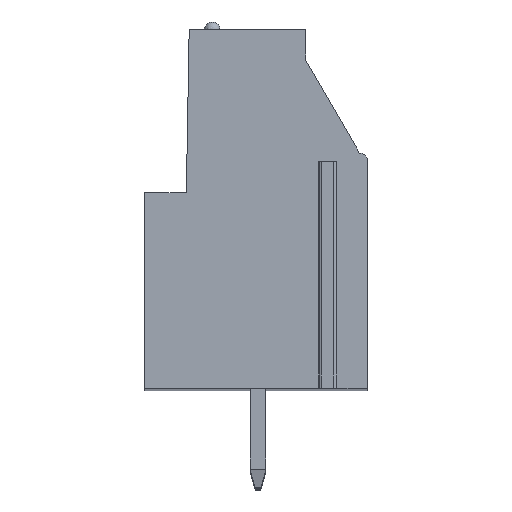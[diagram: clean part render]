
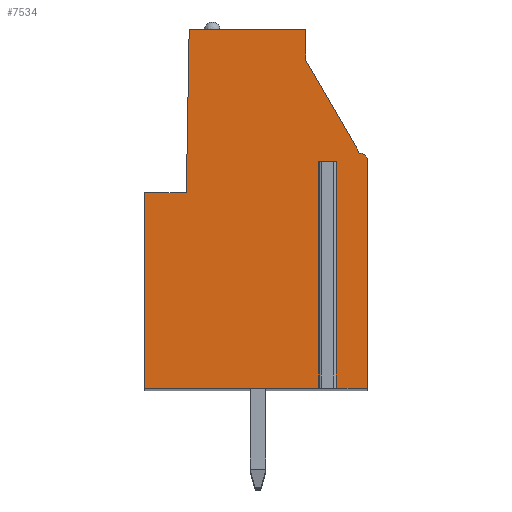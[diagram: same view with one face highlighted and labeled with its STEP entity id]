
A CAD part, top view. The second image highlights one B-rep face of the part: STEP entity #7534.
In plain terms, the highlighted planar face has unit normal (0, 0, 1).
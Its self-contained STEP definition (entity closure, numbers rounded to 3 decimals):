
#890=DIRECTION('',(1.,0.,0.));
#891=VECTOR('',#890,0.5);
#892=CARTESIAN_POINT('',(3.347,2.4,2.54));
#893=LINE('',#892,#891);
#894=DIRECTION('',(0.,1.,0.));
#895=VECTOR('',#894,11.4);
#896=CARTESIAN_POINT('',(3.347,-9.,2.54));
#897=LINE('',#896,#895);
#898=DIRECTION('',(1.,0.,0.));
#899=VECTOR('',#898,8.95);
#900=CARTESIAN_POINT('',(-5.603,-9.,2.54));
#901=LINE('',#900,#899);
#902=DIRECTION('',(0.,-1.,0.));
#903=VECTOR('',#902,9.8);
#904=CARTESIAN_POINT('',(-5.603,0.8,2.54));
#905=LINE('',#904,#903);
#906=DIRECTION('',(-1.,0.,0.));
#907=VECTOR('',#906,2.1);
#908=CARTESIAN_POINT('',(-3.503,0.8,2.54));
#909=LINE('',#908,#907);
#910=DIRECTION('',(-0.017,-1.,0.));
#911=VECTOR('',#910,8.201);
#912=CARTESIAN_POINT('',(-3.36,9.,2.54));
#913=LINE('',#912,#911);
#914=DIRECTION('',(-1.,0.,0.));
#915=VECTOR('',#914,5.86);
#916=CARTESIAN_POINT('',(2.5,9.,2.54));
#917=LINE('',#916,#915);
#918=DIRECTION('',(0.,1.,0.));
#919=VECTOR('',#918,1.523);
#920=CARTESIAN_POINT('',(2.5,7.477,2.54));
#921=LINE('',#920,#919);
#922=DIRECTION('',(-0.5,0.866,0.));
#923=VECTOR('',#922,5.394);
#924=CARTESIAN_POINT('',(5.197,2.805,2.54));
#925=LINE('',#924,#923);
#926=CARTESIAN_POINT('',(5.197,2.405,2.54));
#927=DIRECTION('',(0.,0.,1.));
#928=DIRECTION('',(1.,0.,0.));
#929=AXIS2_PLACEMENT_3D('',#926,#927,#928);
#931=DIRECTION('',(0.,1.,0.));
#932=VECTOR('',#931,11.405);
#933=CARTESIAN_POINT('',(5.597,-9.,2.54));
#934=LINE('',#933,#932);
#935=DIRECTION('',(1.,0.,0.));
#936=VECTOR('',#935,1.75);
#937=CARTESIAN_POINT('',(3.847,-9.,2.54));
#938=LINE('',#937,#936);
#939=DIRECTION('',(0.,1.,0.));
#940=VECTOR('',#939,11.4);
#941=CARTESIAN_POINT('',(3.847,-9.,2.54));
#942=LINE('',#941,#940);
#5395=CARTESIAN_POINT('',(5.597,-9.,2.54));
#5396=CARTESIAN_POINT('',(5.597,2.405,2.54));
#5397=VERTEX_POINT('',#5395);
#5398=VERTEX_POINT('',#5396);
#5399=CARTESIAN_POINT('',(5.197,2.805,2.54));
#5400=VERTEX_POINT('',#5399);
#5401=CARTESIAN_POINT('',(2.5,7.477,2.54));
#5402=VERTEX_POINT('',#5401);
#5403=CARTESIAN_POINT('',(2.5,9.,2.54));
#5404=VERTEX_POINT('',#5403);
#5405=CARTESIAN_POINT('',(-3.36,9.,2.54));
#5406=VERTEX_POINT('',#5405);
#5407=CARTESIAN_POINT('',(-3.503,0.8,2.54));
#5408=VERTEX_POINT('',#5407);
#5409=CARTESIAN_POINT('',(-5.603,0.8,2.54));
#5410=VERTEX_POINT('',#5409);
#5411=CARTESIAN_POINT('',(-5.603,-9.,2.54));
#5412=VERTEX_POINT('',#5411);
#5449=CARTESIAN_POINT('',(3.347,2.4,2.54));
#5450=CARTESIAN_POINT('',(3.847,2.4,2.54));
#5451=VERTEX_POINT('',#5449);
#5452=VERTEX_POINT('',#5450);
#5453=CARTESIAN_POINT('',(3.347,-9.,2.54));
#5454=VERTEX_POINT('',#5453);
#5455=CARTESIAN_POINT('',(3.847,-9.,2.54));
#5456=VERTEX_POINT('',#5455);
#7511=CARTESIAN_POINT('',(0.,0.,2.54));
#7512=DIRECTION('',(0.,0.,1.));
#7513=DIRECTION('',(1.,0.,0.));
#7514=AXIS2_PLACEMENT_3D('',#7511,#7512,#7513);
#7515=PLANE('',#7514);
#7517=ORIENTED_EDGE('',*,*,#7516,.F.);
#7519=ORIENTED_EDGE('',*,*,#7518,.F.);
#7520=ORIENTED_EDGE('',*,*,#6875,.F.);
#7521=ORIENTED_EDGE('',*,*,#7130,.F.);
#7522=ORIENTED_EDGE('',*,*,#7144,.F.);
#7523=ORIENTED_EDGE('',*,*,#7158,.F.);
#7524=ORIENTED_EDGE('',*,*,#7172,.F.);
#7525=ORIENTED_EDGE('',*,*,#7324,.F.);
#7526=ORIENTED_EDGE('',*,*,#7338,.F.);
#7527=ORIENTED_EDGE('',*,*,#7352,.F.);
#7528=ORIENTED_EDGE('',*,*,#7365,.F.);
#7529=ORIENTED_EDGE('',*,*,#6887,.F.);
#7531=ORIENTED_EDGE('',*,*,#7530,.T.);
#7532=EDGE_LOOP('',(#7517,#7519,#7520,#7521,#7522,#7523,#7524,#7525,#7526,#7527,
#7528,#7529,#7531));
#7533=FACE_OUTER_BOUND('',#7532,.F.);
#930=CIRCLE('',#929,0.4);
#6875=EDGE_CURVE('',#5412,#5454,#901,.T.);
#6887=EDGE_CURVE('',#5456,#5397,#938,.T.);
#7130=EDGE_CURVE('',#5410,#5412,#905,.T.);
#7144=EDGE_CURVE('',#5408,#5410,#909,.T.);
#7158=EDGE_CURVE('',#5406,#5408,#913,.T.);
#7172=EDGE_CURVE('',#5404,#5406,#917,.T.);
#7324=EDGE_CURVE('',#5402,#5404,#921,.T.);
#7338=EDGE_CURVE('',#5400,#5402,#925,.T.);
#7352=EDGE_CURVE('',#5398,#5400,#930,.T.);
#7365=EDGE_CURVE('',#5397,#5398,#934,.T.);
#7516=EDGE_CURVE('',#5451,#5452,#893,.T.);
#7518=EDGE_CURVE('',#5454,#5451,#897,.T.);
#7530=EDGE_CURVE('',#5456,#5452,#942,.T.);
#7534=ADVANCED_FACE('',(#7533),#7515,.T.);
